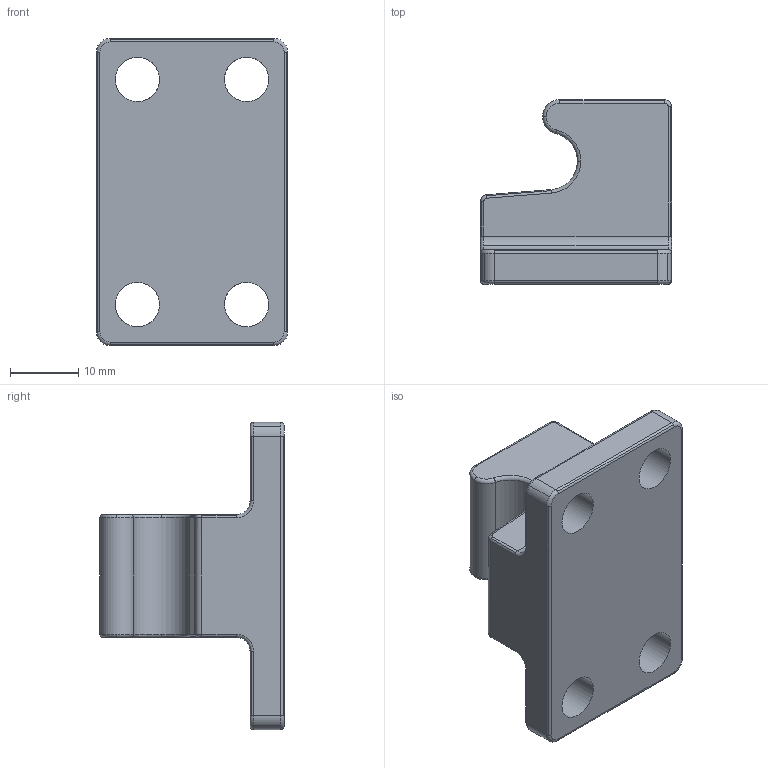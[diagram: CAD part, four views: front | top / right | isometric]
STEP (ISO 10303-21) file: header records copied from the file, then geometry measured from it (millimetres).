
FILE_DESCRIPTION(('CATIA V5 STEP Exchange'),'2;1');
FILE_NAME('VERSCHLUSSSPANNER_TS_HC_500_LP_357900.stp','2018-08-16T12:06:35+00:00',('none'),('none'),'CATIA Version 5 Release 19 SP 9 (IN-10)','CATIA V5 STEP AP214','none');
FILE_SCHEMA(('AUTOMOTIVE_DESIGN { 1 0 10303 214 1 1 1 1 }'));
Length unit declared in the file: millimetre
Products named in the file (1): VERSCHLUSSSPANNER_TS_HC_500_LP_357900
Bounding box: 28 x 27 x 45 mm (x, y, z)
Volume: 13812.7 mm3; surface area: 4993 mm2
Topology: 1 solids, 1 shells, 95 faces, 241 edges, 148 vertices
Faces by surface type: cylinder 60, torus 20, plane 11, bspline 4
Entity records: 3795 total; most frequent: CARTESIAN_POINT 934, ORIENTED_EDGE 482, DIRECTION 384, EDGE_CURVE 241, AXIS2_PLACEMENT_3D 207, VERTEX_POINT 148, CIRCLE 115, EDGE_LOOP 103
